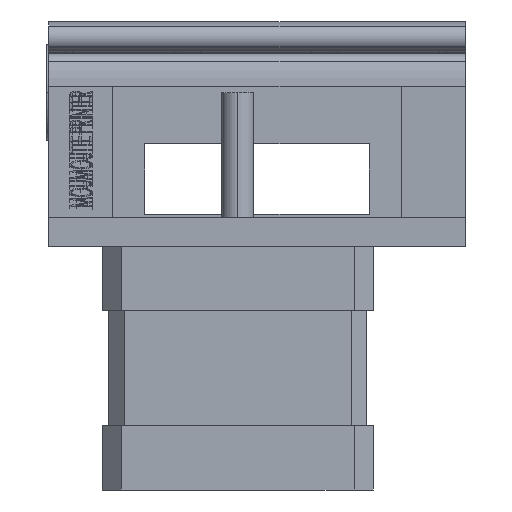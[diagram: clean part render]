
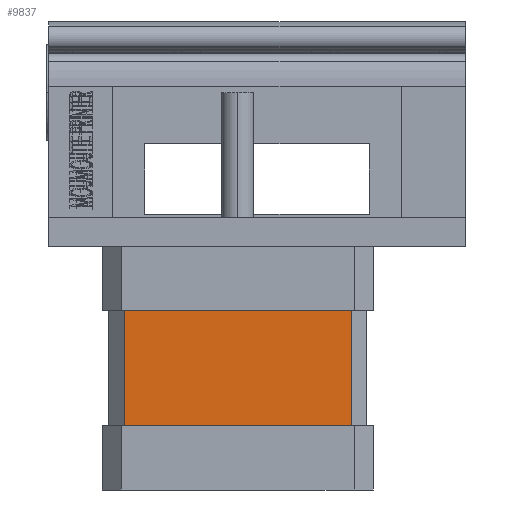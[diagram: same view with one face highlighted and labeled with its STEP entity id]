
A CAD part, left-side view. The second image highlights one B-rep face of the part: STEP entity #9837.
In plain terms, the highlighted planar face has unit normal (-1, 0, 0).
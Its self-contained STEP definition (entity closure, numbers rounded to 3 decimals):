
#427 = VECTOR ( 'NONE', #7789, 1000. ) ;
#636 = EDGE_CURVE ( 'NONE', #8606, #5975, #944, .T. ) ;
#944 = LINE ( 'NONE', #8817, #10019 ) ;
#1049 = DIRECTION ( 'NONE',  ( 0., 0., 1. ) ) ;
#1175 = CARTESIAN_POINT ( 'NONE',  ( -31.768, -16.122, 0. ) ) ;
#3312 = CARTESIAN_POINT ( 'NONE',  ( -31.768, -16.122, -18. ) ) ;
#3936 = DIRECTION ( 'NONE',  ( 0., 0., -1. ) ) ;
#4072 = FACE_OUTER_BOUND ( 'NONE', #13146, .T. ) ;
#4363 = VERTEX_POINT ( 'NONE', #1175 ) ;
#5652 = ORIENTED_EDGE ( 'NONE', *, *, #636, .F. ) ;
#5975 = VERTEX_POINT ( 'NONE', #14312 ) ;
#6095 = CARTESIAN_POINT ( 'NONE',  ( -31.768, 19.35, 0. ) ) ;
#6388 = DIRECTION ( 'NONE',  ( 0., 1., 0. ) ) ;
#7170 = ORIENTED_EDGE ( 'NONE', *, *, #9182, .F. ) ;
#7318 = CARTESIAN_POINT ( 'NONE',  ( -31.768, -16.122, -18. ) ) ;
#7389 = VECTOR ( 'NONE', #1049, 1000. ) ;
#7424 = EDGE_CURVE ( 'NONE', #8606, #4363, #10222, .T. ) ;
#7629 = VECTOR ( 'NONE', #11743, 1000. ) ;
#7653 = EDGE_CURVE ( 'NONE', #4363, #9882, #13156, .T. ) ;
#7789 = DIRECTION ( 'NONE',  ( 0., 0., 1. ) ) ;
#8077 = AXIS2_PLACEMENT_3D ( 'NONE', #7318, #13204, #3936 ) ;
#8606 = VERTEX_POINT ( 'NONE', #3312 ) ;
#8817 = CARTESIAN_POINT ( 'NONE',  ( -31.768, -16.122, -18. ) ) ;
#8883 = CARTESIAN_POINT ( 'NONE',  ( -31.768, -16.122, -18. ) ) ;
#9182 = EDGE_CURVE ( 'NONE', #5975, #9882, #12922, .T. ) ;
#9418 = CARTESIAN_POINT ( 'NONE',  ( -31.768, -16.122, 0. ) ) ;
#9837 = ADVANCED_FACE ( 'NONE', ( #4072 ), #13257, .F. ) ;
#9882 = VERTEX_POINT ( 'NONE', #6095 ) ;
#10019 = VECTOR ( 'NONE', #6388, 1000. ) ;
#10222 = LINE ( 'NONE', #8883, #427 ) ;
#11743 = DIRECTION ( 'NONE',  ( 0., 1., 0. ) ) ;
#12066 = ORIENTED_EDGE ( 'NONE', *, *, #7424, .T. ) ;
#12922 = LINE ( 'NONE', #14038, #7389 ) ;
#13146 = EDGE_LOOP ( 'NONE', ( #13511, #7170, #5652, #12066 ) ) ;
#13156 = LINE ( 'NONE', #9418, #7629 ) ;
#13204 = DIRECTION ( 'NONE',  ( 1., 0., 0. ) ) ;
#13257 = PLANE ( 'NONE',  #8077 ) ;
#13511 = ORIENTED_EDGE ( 'NONE', *, *, #7653, .T. ) ;
#14038 = CARTESIAN_POINT ( 'NONE',  ( -31.768, 19.35, -18. ) ) ;
#14312 = CARTESIAN_POINT ( 'NONE',  ( -31.768, 19.35, -18. ) ) ;
